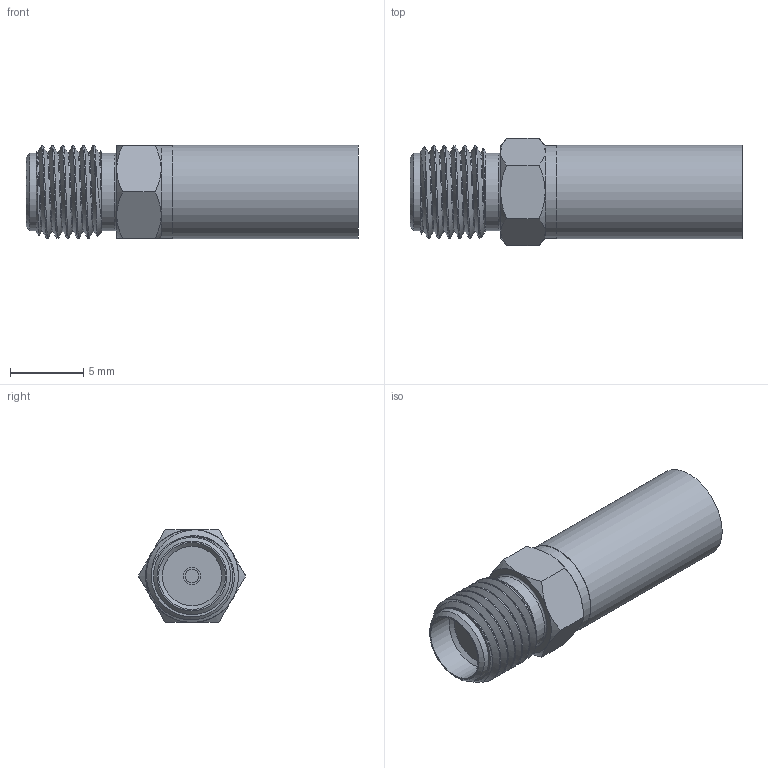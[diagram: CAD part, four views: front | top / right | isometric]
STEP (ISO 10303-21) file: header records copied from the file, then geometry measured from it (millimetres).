
FILE_DESCRIPTION (( 'STEP AP203' ), '1' );
FILE_NAME ('PE4413_3D.step', '2021-05-12T15:05:58', ( '' ), ( '' ), 'SwSTEP 2.0', 'SolidWorks 2020', '' );
FILE_SCHEMA (( 'CONFIG_CONTROL_DESIGN' ));
Length unit declared in the file: inch
Products named in the file (1): PE4413_3D
Bounding box: 22.7 x 7.33 x 6.4 mm (x, y, z)
Volume: 438.5 mm3; surface area: 1103.4 mm2
Topology: 4 solids, 4 shells, 2672 faces, 5535 edges, 2883 vertices
Faces by surface type: bspline 2043, cylinder 563, plane 38, cone 26, torus 2
Full cylindrical faces by diameter (mm): 0.366 x1, 0.61 x2, 0.94 x1, 1.016 x1, 1.021 x1, 1.194 x2, 1.265 x2, 3.099 x1, 4.343 x1, 4.572 x1, 5.27 x2, 5.41 x1, 6.35 x1, 6.401 x1
Entity records: 116628 total; most frequent: CARTESIAN_POINT 83584, ORIENTED_EDGE 11006, EDGE_CURVE 5503, VERTEX_POINT 2875, EDGE_LOOP 2714, FACE_OUTER_BOUND 2692, ADVANCED_FACE 2672, B_SPLINE_CURVE_WITH_KNOTS 2250
